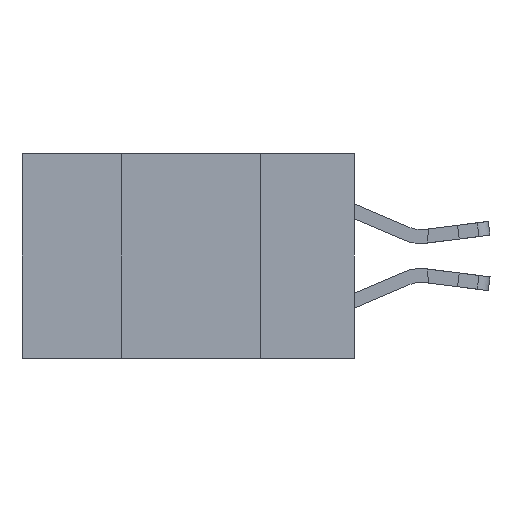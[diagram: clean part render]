
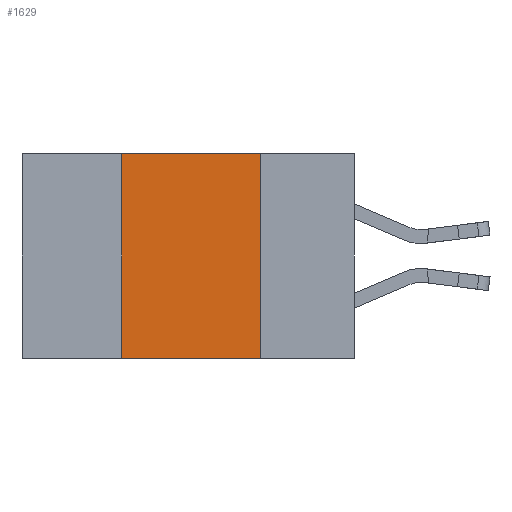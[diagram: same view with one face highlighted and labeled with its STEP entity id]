
A CAD part, left-side view. The second image highlights one B-rep face of the part: STEP entity #1629.
In plain terms, the highlighted planar face has unit normal (-1, 0, 0).
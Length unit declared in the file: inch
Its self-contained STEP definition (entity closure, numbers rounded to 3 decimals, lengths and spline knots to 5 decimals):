
#727 = VERTEX_POINT ( 'NONE', #779 ) ;
#779 = CARTESIAN_POINT ( 'NONE',  ( 0., 0.42, 0. ) ) ;
#806 = CARTESIAN_POINT ( 'NONE',  ( 0., 0.42, -0.37 ) ) ;
#1531 = LINE ( 'NONE', #11033, #9679 ) ;
#1629 = ADVANCED_FACE ( 'NONE', ( #8871 ), #15097, .F. ) ;
#2028 = VERTEX_POINT ( 'NONE', #15762 ) ;
#2461 = CARTESIAN_POINT ( 'NONE',  ( 0., 0.17, -0.37 ) ) ;
#3104 = VERTEX_POINT ( 'NONE', #11842 ) ;
#3234 = EDGE_CURVE ( 'NONE', #15300, #3104, #6411, .T. ) ;
#3983 = AXIS2_PLACEMENT_3D ( 'NONE', #11750, #4745, #8162 ) ;
#4217 = ORIENTED_EDGE ( 'NONE', *, *, #9346, .T. ) ;
#4745 = DIRECTION ( 'NONE',  ( 1., 0., 0. ) ) ;
#4921 = LINE ( 'NONE', #10876, #13074 ) ;
#5128 = LINE ( 'NONE', #806, #12298 ) ;
#5559 = DIRECTION ( 'NONE',  ( 0., 0., 1. ) ) ;
#5951 = VECTOR ( 'NONE', #11408, 39.37008 ) ;
#6411 = LINE ( 'NONE', #2461, #5951 ) ;
#7336 = ORIENTED_EDGE ( 'NONE', *, *, #16883, .F. ) ;
#8162 = DIRECTION ( 'NONE',  ( 0., 0., -1. ) ) ;
#8871 = FACE_OUTER_BOUND ( 'NONE', #9512, .T. ) ;
#9346 = EDGE_CURVE ( 'NONE', #2028, #3104, #1531, .T. ) ;
#9512 = EDGE_LOOP ( 'NONE', ( #10423, #7336, #11378, #4217 ) ) ;
#9679 = VECTOR ( 'NONE', #18569, 39.37008 ) ;
#10423 = ORIENTED_EDGE ( 'NONE', *, *, #3234, .F. ) ;
#10876 = CARTESIAN_POINT ( 'NONE',  ( 0., 0.6, 0. ) ) ;
#11033 = CARTESIAN_POINT ( 'NONE',  ( 0., 0.6, -0.37 ) ) ;
#11378 = ORIENTED_EDGE ( 'NONE', *, *, #11395, .F. ) ;
#11395 = EDGE_CURVE ( 'NONE', #2028, #727, #5128, .T. ) ;
#11408 = DIRECTION ( 'NONE',  ( 0., 0., -1. ) ) ;
#11603 = CARTESIAN_POINT ( 'NONE',  ( 0., 0.17, 0. ) ) ;
#11750 = CARTESIAN_POINT ( 'NONE',  ( 0., 0.6, 0. ) ) ;
#11842 = CARTESIAN_POINT ( 'NONE',  ( 0., 0.17, -0.37 ) ) ;
#12298 = VECTOR ( 'NONE', #5559, 39.37008 ) ;
#13074 = VECTOR ( 'NONE', #15411, 39.37008 ) ;
#15097 = PLANE ( 'NONE',  #3983 ) ;
#15300 = VERTEX_POINT ( 'NONE', #11603 ) ;
#15411 = DIRECTION ( 'NONE',  ( 0., -1., 0. ) ) ;
#15762 = CARTESIAN_POINT ( 'NONE',  ( 0., 0.42, -0.37 ) ) ;
#16883 = EDGE_CURVE ( 'NONE', #727, #15300, #4921, .T. ) ;
#18569 = DIRECTION ( 'NONE',  ( 0., -1., 0. ) ) ;
